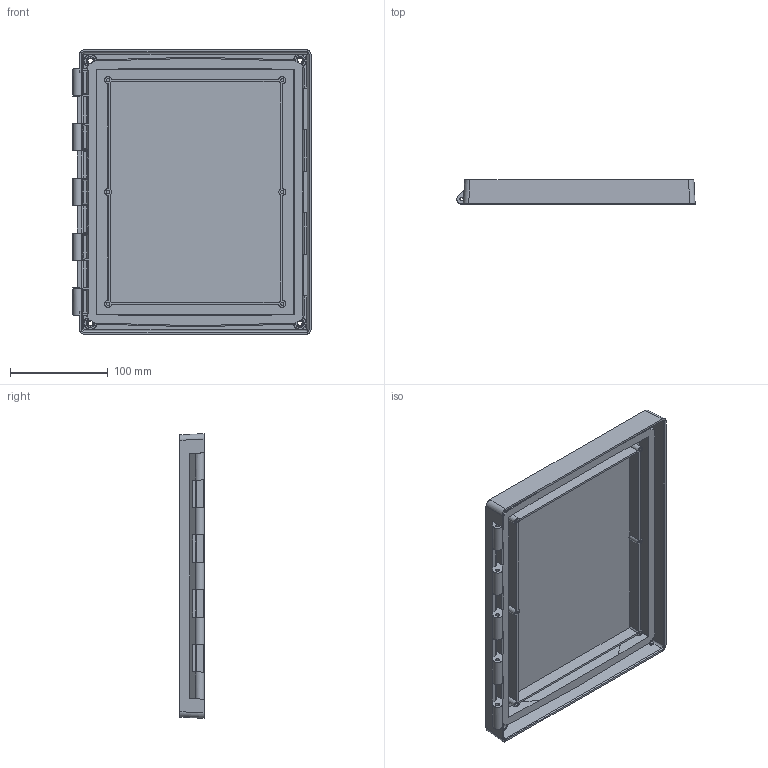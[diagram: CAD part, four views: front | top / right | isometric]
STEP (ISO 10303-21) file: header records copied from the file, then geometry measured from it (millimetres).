
FILE_DESCRIPTION((''),'2;1');
FILE_NAME('10X8_LOW_HINGE_C','2015-01-15T',('fxhongdongluo'),(''),'PRO/ENGINEER BY PARAMETRIC TECHNOLOGY CORPORATION, 2010040','PRO/ENGINEER BY PARAMETRIC TECHNOLOGY CORPORATION, 2010040','');
FILE_SCHEMA(('CONFIG_CONTROL_DESIGN'));
Length unit declared in the file: millimetre
Products named in the file (1): 10X8_LOW_HINGE_C
Bounding box: 243.38 x 24.6 x 290.84 mm (x, y, z)
Volume: 474073.3 mm3; surface area: 227833.8 mm2
Topology: 1 solids, 1 shells, 393 faces, 1088 edges, 704 vertices
Faces by surface type: plane 212, cylinder 113, cone 30, torus 24, bspline 14
Entity records: 13888 total; most frequent: CARTESIAN_POINT 4205, ORIENTED_EDGE 2176, DIRECTION 1776, EDGE_CURVE 1088, VERTEX_POINT 704, VECTOR 602, LINE 602, AXIS2_PLACEMENT_3D 587
